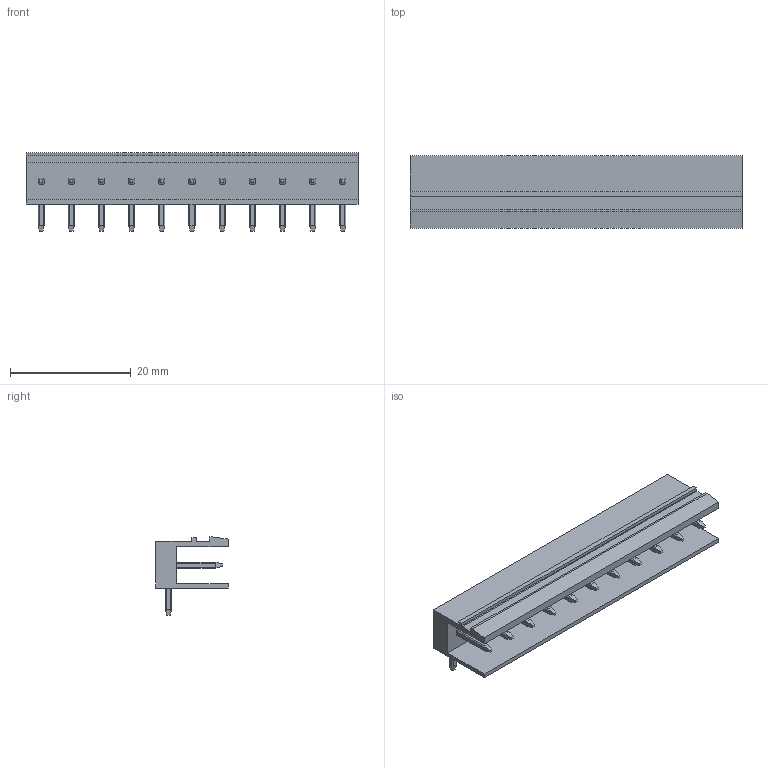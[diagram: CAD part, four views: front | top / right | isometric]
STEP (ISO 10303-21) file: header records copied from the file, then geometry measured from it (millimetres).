
FILE_DESCRIPTION(('CATIA V5 STEP Exchange','CAx-IF Rec.Pracs.--- Model Styling and Organization---1.4--- 2014-01-23'),'2;1');
FILE_NAME ('D1487383_0_1626070000_1626070000.stp','2021-05-17T09:55:31+00:00',('none'),('Weidmueller'),'CATIA Version 5-6 Release 2016 SP3 HF44','CATIA V5 STEP AP214','none');
FILE_SCHEMA(('AUTOMOTIVE_DESIGN { 1 0 10303 214 1 1 1 1 }'));
Length unit declared in the file: millimetre
Products named in the file (1): 1626070000
Bounding box: 55 x 12 x 13 mm (x, y, z)
Volume: 2475.6 mm3; surface area: 4187.1 mm2
Topology: 12 solids, 12 shells, 437 faces, 1217 edges, 804 vertices
Faces by surface type: plane 259, cylinder 178
Entity records: 14092 total; most frequent: CARTESIAN_POINT 3232, ORIENTED_EDGE 2434, DIRECTION 1657, EDGE_CURVE 1217, VECTOR 861, LINE 861, VERTEX_POINT 804, EDGE_LOOP 459
